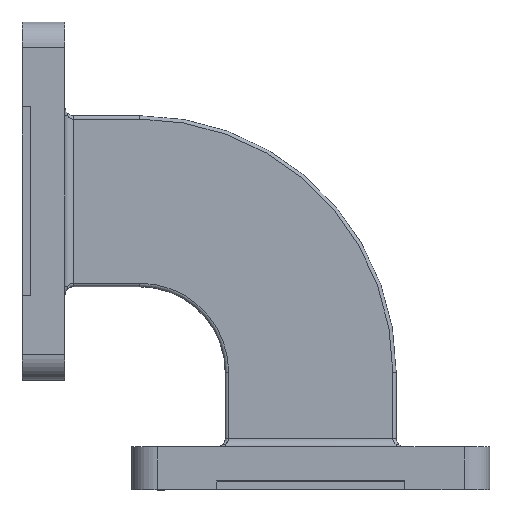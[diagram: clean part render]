
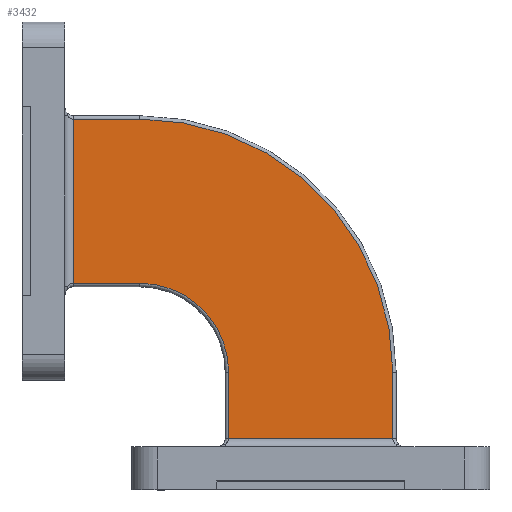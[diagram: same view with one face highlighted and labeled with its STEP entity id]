
A CAD part, top view. The second image highlights one B-rep face of the part: STEP entity #3432.
In plain terms, the highlighted planar face has unit normal (0, 0, 1).
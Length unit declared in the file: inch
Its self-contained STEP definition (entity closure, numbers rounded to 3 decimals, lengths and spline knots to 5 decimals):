
#79 = CARTESIAN_POINT ( 'NONE',  ( 2.167, -1., 0.25 ) ) ;
#110 = AXIS2_PLACEMENT_3D ( 'NONE', #4575, #5067, #5514 ) ;
#393 = VERTEX_POINT ( 'NONE', #1854 ) ;
#493 = CIRCLE ( 'NONE', #5729, 0.52 ) ;
#565 = CARTESIAN_POINT ( 'NONE',  ( 0.687, -1., 0.25 ) ) ;
#622 = LINE ( 'NONE', #4721, #4197 ) ;
#781 = EDGE_CURVE ( 'NONE', #3994, #4296, #3823, .T. ) ;
#930 = DIRECTION ( 'NONE',  ( 0., 0., 1. ) ) ;
#966 = CARTESIAN_POINT ( 'NONE',  ( 0., -1.387, 0.25 ) ) ;
#1075 = AXIS2_PLACEMENT_3D ( 'NONE', #3987, #930, #1140 ) ;
#1134 = ORIENTED_EDGE ( 'NONE', *, *, #781, .T. ) ;
#1140 = DIRECTION ( 'NONE',  ( 1., 0., 0. ) ) ;
#1258 = ORIENTED_EDGE ( 'NONE', *, *, #3330, .T. ) ;
#1357 = CIRCLE ( 'NONE', #110, 1.48 ) ;
#1627 = CARTESIAN_POINT ( 'NONE',  ( 0.3, -0.48, 0.25 ) ) ;
#1686 = CARTESIAN_POINT ( 'NONE',  ( 1.207, -0.45, 0.25 ) ) ;
#1722 = LINE ( 'NONE', #5539, #3333 ) ;
#1749 = VERTEX_POINT ( 'NONE', #4955 ) ;
#1833 = ORIENTED_EDGE ( 'NONE', *, *, #3848, .T. ) ;
#1854 = CARTESIAN_POINT ( 'NONE',  ( 0.687, -0.48, 0.25 ) ) ;
#1888 = LINE ( 'NONE', #4052, #1964 ) ;
#1964 = VECTOR ( 'NONE', #3128, 39.37008 ) ;
#1984 = EDGE_CURVE ( 'NONE', #2812, #1749, #1357, .T. ) ;
#2167 = CARTESIAN_POINT ( 'NONE',  ( 0., -0.48, 0.25 ) ) ;
#2241 = FACE_OUTER_BOUND ( 'NONE', #5675, .T. ) ;
#2314 = LINE ( 'NONE', #2167, #4939 ) ;
#2357 = ORIENTED_EDGE ( 'NONE', *, *, #1984, .T. ) ;
#2374 = ORIENTED_EDGE ( 'NONE', *, *, #3895, .T. ) ;
#2411 = VERTEX_POINT ( 'NONE', #1627 ) ;
#2426 = DIRECTION ( 'NONE',  ( 0., -1., 0. ) ) ;
#2700 = DIRECTION ( 'NONE',  ( 1., 0., 0. ) ) ;
#2792 = VECTOR ( 'NONE', #4345, 39.37008 ) ;
#2812 = VERTEX_POINT ( 'NONE', #79 ) ;
#3091 = EDGE_CURVE ( 'NONE', #2411, #393, #2314, .T. ) ;
#3115 = EDGE_CURVE ( 'NONE', #4916, #3994, #3358, .T. ) ;
#3128 = DIRECTION ( 'NONE',  ( -1., 0., 0. ) ) ;
#3289 = CARTESIAN_POINT ( 'NONE',  ( 1.207, -1., 0.25 ) ) ;
#3330 = EDGE_CURVE ( 'NONE', #1749, #4486, #1888, .T. ) ;
#3333 = VECTOR ( 'NONE', #3803, 39.37008 ) ;
#3358 = LINE ( 'NONE', #1686, #2792 ) ;
#3432 = ADVANCED_FACE ( 'NONE', ( #2241 ), #3443, .T. ) ;
#3443 = PLANE ( 'NONE',  #1075 ) ;
#3700 = ORIENTED_EDGE ( 'NONE', *, *, #3091, .T. ) ;
#3755 = CARTESIAN_POINT ( 'NONE',  ( 2.167, -1.387, 0.25 ) ) ;
#3803 = DIRECTION ( 'NONE',  ( 0., 1., 0. ) ) ;
#3823 = LINE ( 'NONE', #966, #5604 ) ;
#3848 = EDGE_CURVE ( 'NONE', #393, #4916, #493, .T. ) ;
#3895 = EDGE_CURVE ( 'NONE', #4486, #2411, #622, .T. ) ;
#3987 = CARTESIAN_POINT ( 'NONE',  ( 0., -0.45, 0.25 ) ) ;
#3994 = VERTEX_POINT ( 'NONE', #5526 ) ;
#4052 = CARTESIAN_POINT ( 'NONE',  ( 0., 0.48, 0.25 ) ) ;
#4174 = ORIENTED_EDGE ( 'NONE', *, *, #5568, .T. ) ;
#4197 = VECTOR ( 'NONE', #2426, 39.37008 ) ;
#4228 = DIRECTION ( 'NONE',  ( 0., 0., -1. ) ) ;
#4296 = VERTEX_POINT ( 'NONE', #3755 ) ;
#4345 = DIRECTION ( 'NONE',  ( 0., -1., 0. ) ) ;
#4486 = VERTEX_POINT ( 'NONE', #4655 ) ;
#4575 = CARTESIAN_POINT ( 'NONE',  ( 0.687, -1., 0.25 ) ) ;
#4655 = CARTESIAN_POINT ( 'NONE',  ( 0.3, 0.48, 0.25 ) ) ;
#4721 = CARTESIAN_POINT ( 'NONE',  ( 0.3, -0.45, 0.25 ) ) ;
#4916 = VERTEX_POINT ( 'NONE', #3289 ) ;
#4939 = VECTOR ( 'NONE', #5636, 39.37008 ) ;
#4955 = CARTESIAN_POINT ( 'NONE',  ( 0.687, 0.48, 0.25 ) ) ;
#5047 = DIRECTION ( 'NONE',  ( 1., 0., 0. ) ) ;
#5067 = DIRECTION ( 'NONE',  ( 0., 0., 1. ) ) ;
#5069 = ORIENTED_EDGE ( 'NONE', *, *, #3115, .T. ) ;
#5514 = DIRECTION ( 'NONE',  ( 1., 0., 0. ) ) ;
#5526 = CARTESIAN_POINT ( 'NONE',  ( 1.207, -1.387, 0.25 ) ) ;
#5539 = CARTESIAN_POINT ( 'NONE',  ( 2.167, -0.45, 0.25 ) ) ;
#5568 = EDGE_CURVE ( 'NONE', #4296, #2812, #1722, .T. ) ;
#5604 = VECTOR ( 'NONE', #2700, 39.37008 ) ;
#5636 = DIRECTION ( 'NONE',  ( 1., 0., 0. ) ) ;
#5675 = EDGE_LOOP ( 'NONE', ( #1833, #5069, #1134, #4174, #2357, #1258, #2374, #3700 ) ) ;
#5729 = AXIS2_PLACEMENT_3D ( 'NONE', #565, #4228, #5047 ) ;
